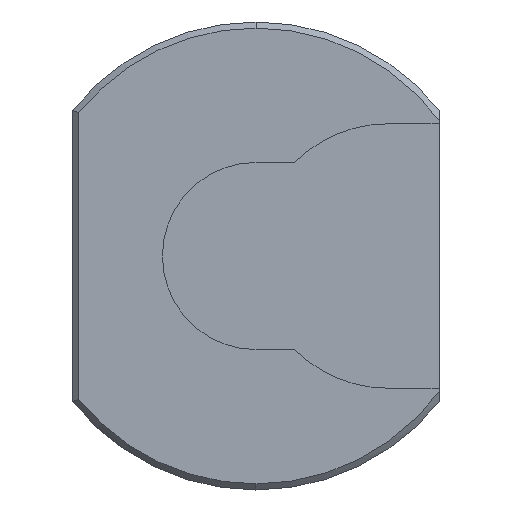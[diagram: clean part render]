
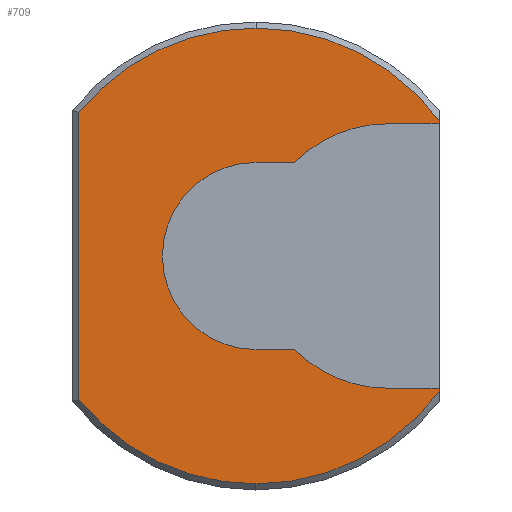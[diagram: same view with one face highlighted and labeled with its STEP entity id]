
A CAD part, left-side view. The second image highlights one B-rep face of the part: STEP entity #709.
In plain terms, the highlighted planar face has unit normal (-1, 0, 0).
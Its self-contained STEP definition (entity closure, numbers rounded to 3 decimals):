
#292=CARTESIAN_POINT('',(-145.,-20.075,-30.031));
#293=VERTEX_POINT('',#292);
#309=CARTESIAN_POINT('',(-145.,-9.538,-23.));
#310=VERTEX_POINT('',#309);
#317=CARTESIAN_POINT('',(-145.,-32.5,0.));
#318=DIRECTION('',(1.0,0.0,0.0));
#319=DIRECTION('',(0.0,0.382,-0.924));
#320=AXIS2_PLACEMENT_3D('',#317,#318,#319);
#321=CIRCLE('',#320,32.5);
#322=EDGE_CURVE('',#293,#310,#321,.T.);
#334=CARTESIAN_POINT('',(-145.,23.0,0.));
#335=VERTEX_POINT('',#334);
#351=CARTESIAN_POINT('',(-145.,0.0,23.));
#352=VERTEX_POINT('',#351);
#359=CARTESIAN_POINT('',(-145.,0.0,0.));
#360=DIRECTION('',(1.0,0.0,0.0));
#361=DIRECTION('',(0.0,1.0,0.0));
#362=AXIS2_PLACEMENT_3D('',#359,#360,#361);
#363=CIRCLE('',#362,23.0);
#364=EDGE_CURVE('',#335,#352,#363,.T.);
#376=CARTESIAN_POINT('',(-145.,-20.075,30.031));
#377=VERTEX_POINT('',#376);
#393=CARTESIAN_POINT('',(-145.,-32.5,32.5));
#394=VERTEX_POINT('',#393);
#401=CARTESIAN_POINT('',(-145.,-32.5,0.));
#402=DIRECTION('',(1.,0.0,0.0));
#403=DIRECTION('',(0.0,0.382,0.924));
#404=AXIS2_PLACEMENT_3D('',#401,#402,#403);
#405=CIRCLE('',#404,32.5);
#406=EDGE_CURVE('',#377,#394,#405,.T.);
#458=CARTESIAN_POINT('',(-145.,0.,56.));
#459=VERTEX_POINT('',#458);
#466=CARTESIAN_POINT('',(-145.,-45.0,33.332));
#467=VERTEX_POINT('',#466);
#468=CARTESIAN_POINT('',(-145.,0.0,0.0));
#469=DIRECTION('',(1.0,0.0,0.0));
#470=DIRECTION('',(0.0,0.0,1.0));
#471=AXIS2_PLACEMENT_3D('',#468,#469,#470);
#472=CIRCLE('',#471,56.);
#473=EDGE_CURVE('',#459,#467,#472,.T.);
#497=CARTESIAN_POINT('',(-145.,0.,-56.0));
#498=VERTEX_POINT('',#497);
#505=CARTESIAN_POINT('',(-145.0,43.5,-35.267));
#506=VERTEX_POINT('',#505);
#507=CARTESIAN_POINT('',(-145.,0.0,0.));
#508=DIRECTION('',(1.0,0.0,0.0));
#509=DIRECTION('',(0.0,0.0,-1.0));
#510=AXIS2_PLACEMENT_3D('',#507,#508,#509);
#511=CIRCLE('',#510,56.);
#512=EDGE_CURVE('',#498,#506,#511,.T.);
#589=CARTESIAN_POINT('',(-145.0,-45.0,-33.332));
#590=VERTEX_POINT('',#589);
#604=CARTESIAN_POINT('',(-145.,0.0,0.));
#605=DIRECTION('',(1.0,0.0,0.0));
#606=DIRECTION('',(0.0,0.0,-1.0));
#607=AXIS2_PLACEMENT_3D('',#604,#605,#606);
#608=CIRCLE('',#607,56.);
#609=EDGE_CURVE('',#590,#498,#608,.T.);
#614=CARTESIAN_POINT('',(-145.,0.,0.));
#615=DIRECTION('',(-1.0,0.0,0.0));
#616=DIRECTION('',(0.0,0.0,1.0));
#617=AXIS2_PLACEMENT_3D('',#614,#615,#616);
#618=PLANE('',#617);
#619=ORIENTED_EDGE('',*,*,#609,.F.);
#620=CARTESIAN_POINT('',(-145.,-45.0,-32.5));
#621=VERTEX_POINT('',#620);
#622=CARTESIAN_POINT('',(-145.,-45.0,-32.5));
#623=DIRECTION('',(0.0,0.0,-1.0));
#624=VECTOR('',#623,0.832);
#625=LINE('',#622,#624);
#626=EDGE_CURVE('',#621,#590,#625,.T.);
#627=ORIENTED_EDGE('',*,*,#626,.F.);
#628=CARTESIAN_POINT('',(-145.,-32.5,-32.5));
#629=VERTEX_POINT('',#628);
#630=CARTESIAN_POINT('',(-145.,-45.0,-32.5));
#631=DIRECTION('',(0.0,1.0,0.0));
#632=VECTOR('',#631,12.5);
#633=LINE('',#630,#632);
#634=EDGE_CURVE('',#621,#629,#633,.T.);
#635=ORIENTED_EDGE('',*,*,#634,.T.);
#636=CARTESIAN_POINT('',(-145.,-32.5,0.));
#637=DIRECTION('',(1.0,0.0,0.0));
#638=DIRECTION('',(0.0,0.382,-0.924));
#639=AXIS2_PLACEMENT_3D('',#636,#637,#638);
#640=CIRCLE('',#639,32.5);
#641=EDGE_CURVE('',#629,#293,#640,.T.);
#642=ORIENTED_EDGE('',*,*,#641,.T.);
#643=ORIENTED_EDGE('',*,*,#322,.T.);
#644=CARTESIAN_POINT('',(-145.,0.0,-23.));
#645=VERTEX_POINT('',#644);
#646=CARTESIAN_POINT('',(-145.,-9.538,-23.));
#647=DIRECTION('',(0.0,1.0,0.0));
#648=VECTOR('',#647,9.538);
#649=LINE('',#646,#648);
#650=EDGE_CURVE('',#310,#645,#649,.T.);
#651=ORIENTED_EDGE('',*,*,#650,.T.);
#652=CARTESIAN_POINT('',(-145.,0.0,0.));
#653=DIRECTION('',(1.0,0.0,0.0));
#654=DIRECTION('',(0.0,1.0,0.0));
#655=AXIS2_PLACEMENT_3D('',#652,#653,#654);
#656=CIRCLE('',#655,23.0);
#657=EDGE_CURVE('',#645,#335,#656,.T.);
#658=ORIENTED_EDGE('',*,*,#657,.T.);
#659=ORIENTED_EDGE('',*,*,#364,.T.);
#660=CARTESIAN_POINT('',(-145.,-9.538,23.));
#661=VERTEX_POINT('',#660);
#662=CARTESIAN_POINT('',(-145.,0.0,23.));
#663=DIRECTION('',(0.0,-1.0,0.0));
#664=VECTOR('',#663,9.538);
#665=LINE('',#662,#664);
#666=EDGE_CURVE('',#352,#661,#665,.T.);
#667=ORIENTED_EDGE('',*,*,#666,.T.);
#668=CARTESIAN_POINT('',(-145.,-32.5,0.));
#669=DIRECTION('',(1.,0.0,0.0));
#670=DIRECTION('',(0.0,0.382,0.924));
#671=AXIS2_PLACEMENT_3D('',#668,#669,#670);
#672=CIRCLE('',#671,32.5);
#673=EDGE_CURVE('',#661,#377,#672,.T.);
#674=ORIENTED_EDGE('',*,*,#673,.T.);
#675=ORIENTED_EDGE('',*,*,#406,.T.);
#676=CARTESIAN_POINT('',(-145.,-45.0,32.5));
#677=VERTEX_POINT('',#676);
#678=CARTESIAN_POINT('',(-145.,-32.5,32.5));
#679=DIRECTION('',(0.0,-1.0,0.0));
#680=VECTOR('',#679,12.5);
#681=LINE('',#678,#680);
#682=EDGE_CURVE('',#394,#677,#681,.T.);
#683=ORIENTED_EDGE('',*,*,#682,.T.);
#684=CARTESIAN_POINT('',(-145.,-45.0,33.332));
#685=DIRECTION('',(0.0,0.0,-1.0));
#686=VECTOR('',#685,0.832);
#687=LINE('',#684,#686);
#688=EDGE_CURVE('',#467,#677,#687,.T.);
#689=ORIENTED_EDGE('',*,*,#688,.F.);
#690=ORIENTED_EDGE('',*,*,#473,.F.);
#691=CARTESIAN_POINT('',(-145.,43.5,35.267));
#692=VERTEX_POINT('',#691);
#693=CARTESIAN_POINT('',(-145.,0.0,0.0));
#694=DIRECTION('',(1.0,0.0,0.0));
#695=DIRECTION('',(0.0,0.0,1.0));
#696=AXIS2_PLACEMENT_3D('',#693,#694,#695);
#697=CIRCLE('',#696,56.);
#698=EDGE_CURVE('',#692,#459,#697,.T.);
#699=ORIENTED_EDGE('',*,*,#698,.F.);
#700=CARTESIAN_POINT('',(-145.0,43.5,-35.267));
#701=DIRECTION('',(0.0,0.0,1.0));
#702=VECTOR('',#701,70.534);
#703=LINE('',#700,#702);
#704=EDGE_CURVE('',#506,#692,#703,.T.);
#705=ORIENTED_EDGE('',*,*,#704,.F.);
#706=ORIENTED_EDGE('',*,*,#512,.F.);
#707=EDGE_LOOP('',(#619,#627,#635,#642,#643,#651,#658,#659,#667,#674,#675,#683,#689,#690,#699,#705,#706));
#708=FACE_OUTER_BOUND('',#707,.T.);
#709=ADVANCED_FACE('',(#708),#618,.T.);
